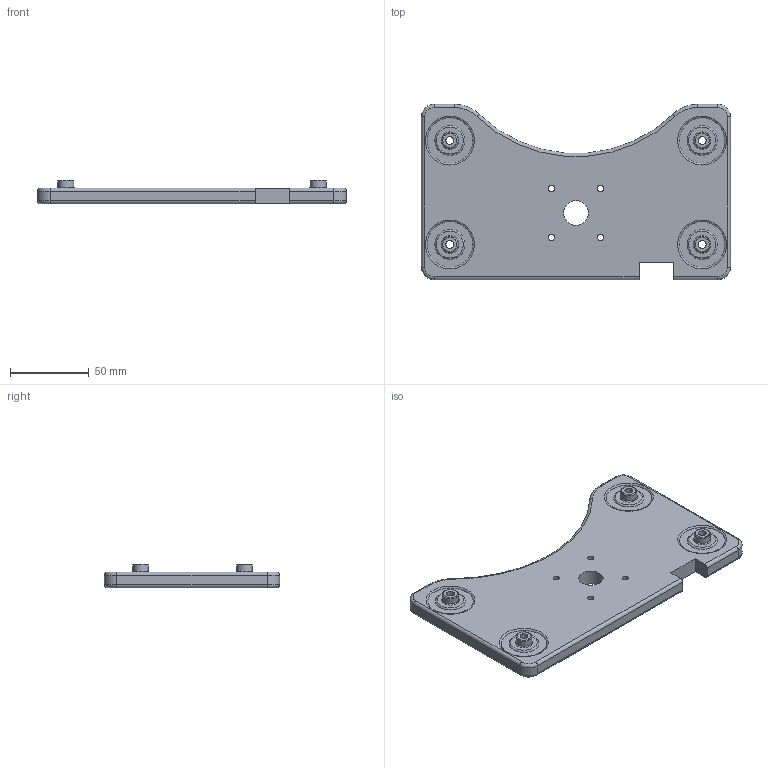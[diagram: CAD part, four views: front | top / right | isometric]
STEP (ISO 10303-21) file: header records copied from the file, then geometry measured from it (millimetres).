
FILE_DESCRIPTION(/* description */ (''),/* implementation_level */ '2;1');
FILE_NAME(/* name */ 'HousingMotor v2.step',/* time_stamp */ '2020-03-23T00:28:10+01:00',/* author */ (''),/* organization */ (''),/* preprocessor_version */ 'ST-DEVELOPER v18',/* originating_system */ 'Autodesk Translation Framework v8.12.0.6',/* authorisation */ '');
FILE_SCHEMA (('AUTOMOTIVE_DESIGN { 1 0 10303 214 3 1 1 }'));
Length unit declared in the file: millimetre
Products named in the file (1): HousingMotor
Bounding box: 196 x 111.22 x 15 mm (x, y, z)
Volume: 180078.8 mm3; surface area: 44944.8 mm2
Topology: 1 solids, 1 shells, 93 faces, 251 edges, 176 vertices
Faces by surface type: cylinder 36, torus 30, plane 27
Full cylindrical faces by diameter (mm): 4 x4, 5 x4, 10 x4, 10.5 x4, 15.5 x1
Entity records: 3181 total; most frequent: DIRECTION 627, CARTESIAN_POINT 521, ORIENTED_EDGE 502, AXIS2_PLACEMENT_3D 282, EDGE_CURVE 251, CIRCLE 188, VERTEX_POINT 176, EDGE_LOOP 127
